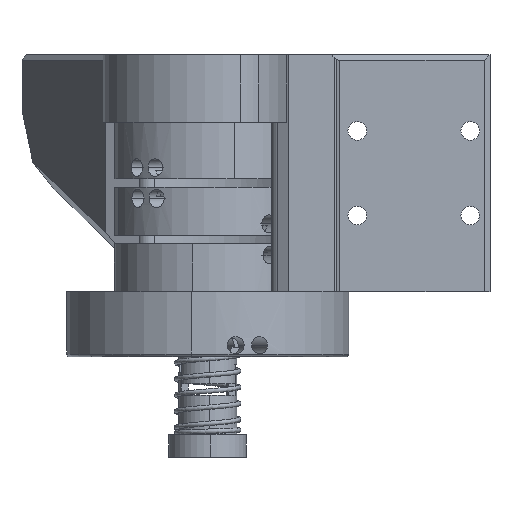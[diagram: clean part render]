
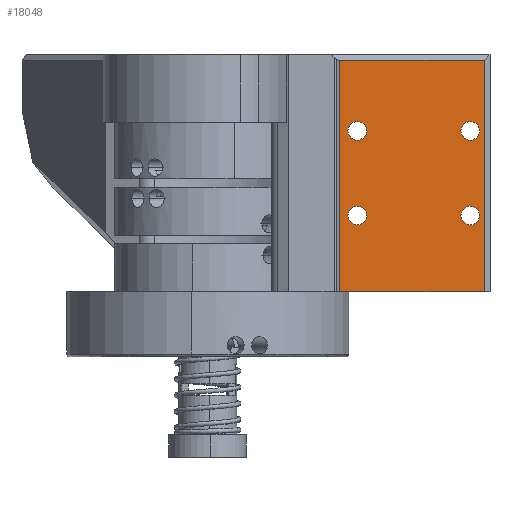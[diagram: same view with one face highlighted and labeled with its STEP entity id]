
A CAD part, left-side view. The second image highlights one B-rep face of the part: STEP entity #18048.
In plain terms, the highlighted planar face has unit normal (-1, 0, 0).
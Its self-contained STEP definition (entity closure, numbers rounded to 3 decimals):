
#147 = FACE_BOUND ( 'NONE', #19821, .T. ) ;
#267 = CARTESIAN_POINT ( 'NONE',  ( -207., -215.85, 0. ) ) ;
#340 = DIRECTION ( 'NONE',  ( 1., 0., 0. ) ) ;
#1147 = EDGE_CURVE ( 'NONE', #6642, #3204, #20198, .T. ) ;
#1175 = CARTESIAN_POINT ( 'NONE',  ( -207., -219., 28.5 ) ) ;
#1502 = DIRECTION ( 'NONE',  ( 1., 0., 0. ) ) ;
#1580 = ORIENTED_EDGE ( 'NONE', *, *, #13708, .F. ) ;
#1638 = FACE_BOUND ( 'NONE', #4408, .T. ) ;
#1658 = CARTESIAN_POINT ( 'NONE',  ( -207., -219., 26.85 ) ) ;
#1702 = CARTESIAN_POINT ( 'NONE',  ( -207., -219., 28.5 ) ) ;
#1944 = CARTESIAN_POINT ( 'NONE',  ( -207., -239., 28.5 ) ) ;
#2111 = CIRCLE ( 'NONE', #15214, 1.65 ) ;
#2143 = VECTOR ( 'NONE', #16645, 1000. ) ;
#2230 = DIRECTION ( 'NONE',  ( 1., 0., 0. ) ) ;
#2256 = CARTESIAN_POINT ( 'NONE',  ( -207., -239., 11.85 ) ) ;
#2442 = LINE ( 'NONE', #2753, #10428 ) ;
#2527 = CIRCLE ( 'NONE', #17315, 1.65 ) ;
#2677 = EDGE_CURVE ( 'NONE', #6076, #4229, #20255, .T. ) ;
#2753 = CARTESIAN_POINT ( 'NONE',  ( -207., -229., 41. ) ) ;
#3061 = EDGE_CURVE ( 'NONE', #3657, #17425, #2527, .T. ) ;
#3120 = AXIS2_PLACEMENT_3D ( 'NONE', #6252, #5941, #12338 ) ;
#3176 = DIRECTION ( 'NONE',  ( 1., 0., 0. ) ) ;
#3204 = VERTEX_POINT ( 'NONE', #13791 ) ;
#3395 = LINE ( 'NONE', #4882, #11157 ) ;
#3523 = FACE_BOUND ( 'NONE', #14999, .T. ) ;
#3657 = VERTEX_POINT ( 'NONE', #13104 ) ;
#3661 = CARTESIAN_POINT ( 'NONE',  ( -207., -215.85, 41. ) ) ;
#3709 = DIRECTION ( 'NONE',  ( 1., 0., 0. ) ) ;
#3804 = CARTESIAN_POINT ( 'NONE',  ( -207., -219., 13.5 ) ) ;
#4229 = VERTEX_POINT ( 'NONE', #2256 ) ;
#4279 = VERTEX_POINT ( 'NONE', #11701 ) ;
#4408 = EDGE_LOOP ( 'NONE', ( #7629, #8176 ) ) ;
#4415 = CARTESIAN_POINT ( 'NONE',  ( -207., -239., 15.15 ) ) ;
#4882 = CARTESIAN_POINT ( 'NONE',  ( -207., -241.5, 42. ) ) ;
#5014 = AXIS2_PLACEMENT_3D ( 'NONE', #9819, #11605, #14763 ) ;
#5093 = FACE_BOUND ( 'NONE', #8969, .T. ) ;
#5182 = EDGE_CURVE ( 'NONE', #16707, #16316, #10219, .T. ) ;
#5345 = AXIS2_PLACEMENT_3D ( 'NONE', #3804, #2230, #10213 ) ;
#5386 = EDGE_CURVE ( 'NONE', #15506, #6604, #6182, .T. ) ;
#5407 = ORIENTED_EDGE ( 'NONE', *, *, #19939, .T. ) ;
#5941 = DIRECTION ( 'NONE',  ( 1., 0., 0. ) ) ;
#6076 = VERTEX_POINT ( 'NONE', #4415 ) ;
#6182 = CIRCLE ( 'NONE', #13233, 1.65 ) ;
#6224 = DIRECTION ( 'NONE',  ( 0., 0., -1. ) ) ;
#6252 = CARTESIAN_POINT ( 'NONE',  ( -207., -239., 13.5 ) ) ;
#6586 = CARTESIAN_POINT ( 'NONE',  ( -207., -219., 11.85 ) ) ;
#6604 = VERTEX_POINT ( 'NONE', #6984 ) ;
#6642 = VERTEX_POINT ( 'NONE', #6586 ) ;
#6776 = DIRECTION ( 'NONE',  ( 0., 0., -1. ) ) ;
#6984 = CARTESIAN_POINT ( 'NONE',  ( -207., -219., 30.15 ) ) ;
#7629 = ORIENTED_EDGE ( 'NONE', *, *, #14028, .T. ) ;
#7744 = ORIENTED_EDGE ( 'NONE', *, *, #1147, .T. ) ;
#8176 = ORIENTED_EDGE ( 'NONE', *, *, #2677, .T. ) ;
#8584 = ORIENTED_EDGE ( 'NONE', *, *, #9494, .F. ) ;
#8969 = EDGE_LOOP ( 'NONE', ( #7744, #5407 ) ) ;
#9303 = ORIENTED_EDGE ( 'NONE', *, *, #5182, .F. ) ;
#9494 = EDGE_CURVE ( 'NONE', #11735, #4279, #3395, .T. ) ;
#9769 = DIRECTION ( 'NONE',  ( 0., 0., -1. ) ) ;
#9801 = DIRECTION ( 'NONE',  ( 0., 0., -1. ) ) ;
#9819 = CARTESIAN_POINT ( 'NONE',  ( -207., -229., 42. ) ) ;
#9871 = EDGE_CURVE ( 'NONE', #6604, #15506, #2111, .T. ) ;
#9889 = EDGE_CURVE ( 'NONE', #17425, #3657, #17226, .T. ) ;
#10213 = DIRECTION ( 'NONE',  ( 0., 0., -1. ) ) ;
#10219 = LINE ( 'NONE', #11986, #2143 ) ;
#10428 = VECTOR ( 'NONE', #13787, 1000. ) ;
#10951 = CARTESIAN_POINT ( 'NONE',  ( -207., -239., 28.5 ) ) ;
#11001 = CARTESIAN_POINT ( 'NONE',  ( -207., -241.5, 41. ) ) ;
#11157 = VECTOR ( 'NONE', #9801, 1000. ) ;
#11605 = DIRECTION ( 'NONE',  ( -1., 0., 0. ) ) ;
#11701 = CARTESIAN_POINT ( 'NONE',  ( -207., -241.5, 0. ) ) ;
#11735 = VERTEX_POINT ( 'NONE', #11001 ) ;
#11986 = CARTESIAN_POINT ( 'NONE',  ( -207., -215.85, -0.002 ) ) ;
#12118 = AXIS2_PLACEMENT_3D ( 'NONE', #16986, #16773, #15404 ) ;
#12338 = DIRECTION ( 'NONE',  ( 0., 0., -1. ) ) ;
#12442 = VECTOR ( 'NONE', #18126, 1000. ) ;
#12497 = ORIENTED_EDGE ( 'NONE', *, *, #9871, .T. ) ;
#12521 = DIRECTION ( 'NONE',  ( 1., 0., 0. ) ) ;
#12872 = ORIENTED_EDGE ( 'NONE', *, *, #14034, .T. ) ;
#13104 = CARTESIAN_POINT ( 'NONE',  ( -207., -239., 30.15 ) ) ;
#13233 = AXIS2_PLACEMENT_3D ( 'NONE', #1175, #12521, #18527 ) ;
#13292 = FACE_OUTER_BOUND ( 'NONE', #17339, .T. ) ;
#13476 = DIRECTION ( 'NONE',  ( 0., 0., -1. ) ) ;
#13587 = LINE ( 'NONE', #18338, #12442 ) ;
#13708 = EDGE_CURVE ( 'NONE', #16316, #11735, #2442, .T. ) ;
#13787 = DIRECTION ( 'NONE',  ( 0., -1., 0. ) ) ;
#13791 = CARTESIAN_POINT ( 'NONE',  ( -207., -219., 15.15 ) ) ;
#14028 = EDGE_CURVE ( 'NONE', #4229, #6076, #16161, .T. ) ;
#14034 = EDGE_CURVE ( 'NONE', #16707, #4279, #13587, .T. ) ;
#14431 = CIRCLE ( 'NONE', #5345, 1.65 ) ;
#14462 = PLANE ( 'NONE',  #5014 ) ;
#14763 = DIRECTION ( 'NONE',  ( 0., 0., 1. ) ) ;
#14999 = EDGE_LOOP ( 'NONE', ( #16578, #12497 ) ) ;
#15214 = AXIS2_PLACEMENT_3D ( 'NONE', #1702, #3176, #9769 ) ;
#15365 = CARTESIAN_POINT ( 'NONE',  ( -207., -239., 26.85 ) ) ;
#15404 = DIRECTION ( 'NONE',  ( 0., 0., -1. ) ) ;
#15506 = VERTEX_POINT ( 'NONE', #1658 ) ;
#15829 = AXIS2_PLACEMENT_3D ( 'NONE', #18539, #3709, #13476 ) ;
#16161 = CIRCLE ( 'NONE', #15829, 1.65 ) ;
#16316 = VERTEX_POINT ( 'NONE', #3661 ) ;
#16553 = AXIS2_PLACEMENT_3D ( 'NONE', #10951, #1502, #6224 ) ;
#16578 = ORIENTED_EDGE ( 'NONE', *, *, #5386, .T. ) ;
#16645 = DIRECTION ( 'NONE',  ( 0., 0., 1. ) ) ;
#16652 = ORIENTED_EDGE ( 'NONE', *, *, #9889, .T. ) ;
#16707 = VERTEX_POINT ( 'NONE', #267 ) ;
#16773 = DIRECTION ( 'NONE',  ( 1., 0., 0. ) ) ;
#16986 = CARTESIAN_POINT ( 'NONE',  ( -207., -219., 13.5 ) ) ;
#17226 = CIRCLE ( 'NONE', #16553, 1.65 ) ;
#17315 = AXIS2_PLACEMENT_3D ( 'NONE', #1944, #340, #6776 ) ;
#17339 = EDGE_LOOP ( 'NONE', ( #9303, #12872, #8584, #1580 ) ) ;
#17425 = VERTEX_POINT ( 'NONE', #15365 ) ;
#18048 = ADVANCED_FACE ( 'NONE', ( #5093, #3523, #147, #1638, #13292 ), #14462, .T. ) ;
#18126 = DIRECTION ( 'NONE',  ( 0., -1., 0. ) ) ;
#18338 = CARTESIAN_POINT ( 'NONE',  ( -207., -229., 0. ) ) ;
#18527 = DIRECTION ( 'NONE',  ( 0., 0., -1. ) ) ;
#18539 = CARTESIAN_POINT ( 'NONE',  ( -207., -239., 13.5 ) ) ;
#19821 = EDGE_LOOP ( 'NONE', ( #16652, #19990 ) ) ;
#19939 = EDGE_CURVE ( 'NONE', #3204, #6642, #14431, .T. ) ;
#19990 = ORIENTED_EDGE ( 'NONE', *, *, #3061, .T. ) ;
#20198 = CIRCLE ( 'NONE', #12118, 1.65 ) ;
#20255 = CIRCLE ( 'NONE', #3120, 1.65 ) ;
